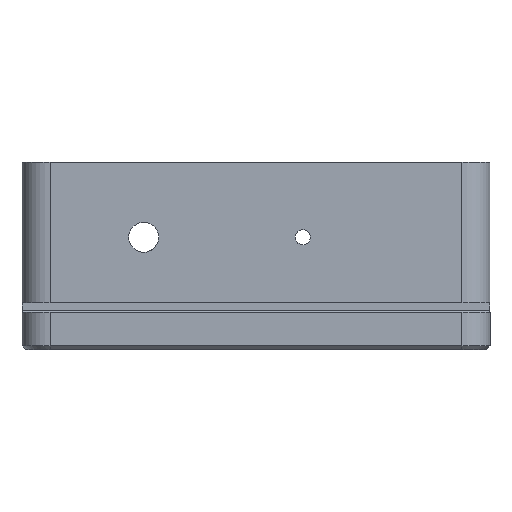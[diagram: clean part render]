
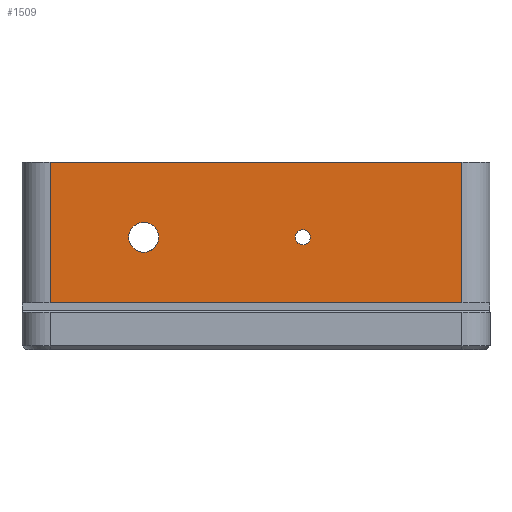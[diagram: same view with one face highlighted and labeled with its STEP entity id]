
A CAD part, front view. The second image highlights one B-rep face of the part: STEP entity #1509.
In plain terms, the highlighted planar face has unit normal (0, -1, 0).
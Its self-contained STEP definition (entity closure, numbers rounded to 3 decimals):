
#345 = ORIENTED_EDGE ( 'NONE', *, *, #2866, .F. ) ;
#371 = CARTESIAN_POINT ( 'NONE',  ( 2.5, -12.5, 3.5 ) ) ;
#542 = ORIENTED_EDGE ( 'NONE', *, *, #3267, .F. ) ;
#598 = EDGE_CURVE ( 'NONE', #4413, #4869, #1311, .T. ) ;
#666 = ORIENTED_EDGE ( 'NONE', *, *, #1948, .T. ) ;
#828 = CARTESIAN_POINT ( 'NONE',  ( -11., -12.5, 7.5 ) ) ;
#1016 = EDGE_LOOP ( 'NONE', ( #1267, #4147 ) ) ;
#1081 = CARTESIAN_POINT ( 'NONE',  ( -12.5, -12.5, 7.5 ) ) ;
#1091 = EDGE_CURVE ( 'NONE', #3886, #1726, #2797, .T. ) ;
#1151 = DIRECTION ( 'NONE',  ( 0., -1., 0. ) ) ;
#1154 = DIRECTION ( 'NONE',  ( 0., 0., -1. ) ) ;
#1190 = CARTESIAN_POINT ( 'NONE',  ( -6., -12.5, 3.5 ) ) ;
#1196 = VERTEX_POINT ( 'NONE', #828 ) ;
#1229 = AXIS2_PLACEMENT_3D ( 'NONE', #371, #2355, #1528 ) ;
#1267 = ORIENTED_EDGE ( 'NONE', *, *, #3599, .F. ) ;
#1275 = EDGE_CURVE ( 'NONE', #1346, #3781, #2983, .T. ) ;
#1311 = CIRCLE ( 'NONE', #4198, 0.8 ) ;
#1346 = VERTEX_POINT ( 'NONE', #2584 ) ;
#1443 = CARTESIAN_POINT ( 'NONE',  ( 11., -12.5, 7.5 ) ) ;
#1467 = AXIS2_PLACEMENT_3D ( 'NONE', #2162, #1767, #4409 ) ;
#1497 = FACE_BOUND ( 'NONE', #4107, .T. ) ;
#1509 = ADVANCED_FACE ( 'NONE', ( #1497, #2346, #2664 ), #4573, .F. ) ;
#1528 = DIRECTION ( 'NONE',  ( 0., 0., -1. ) ) ;
#1726 = VERTEX_POINT ( 'NONE', #2932 ) ;
#1767 = DIRECTION ( 'NONE',  ( 0., -1., 0. ) ) ;
#1837 = DIRECTION ( 'NONE',  ( 0., -1., 0. ) ) ;
#1842 = DIRECTION ( 'NONE',  ( 0., 0., 1. ) ) ;
#1948 = EDGE_CURVE ( 'NONE', #1196, #3886, #3070, .T. ) ;
#2016 = DIRECTION ( 'NONE',  ( 1., 0., 0. ) ) ;
#2037 = VECTOR ( 'NONE', #1154, 1000. ) ;
#2143 = VECTOR ( 'NONE', #2016, 1000. ) ;
#2162 = CARTESIAN_POINT ( 'NONE',  ( -6., -12.5, 3.5 ) ) ;
#2197 = CARTESIAN_POINT ( 'NONE',  ( 2.5, -12.5, 3.5 ) ) ;
#2346 = FACE_BOUND ( 'NONE', #1016, .T. ) ;
#2355 = DIRECTION ( 'NONE',  ( 0., -1., 0. ) ) ;
#2397 = CARTESIAN_POINT ( 'NONE',  ( -6., -12.5, 2.7 ) ) ;
#2415 = ORIENTED_EDGE ( 'NONE', *, *, #4149, .T. ) ;
#2584 = CARTESIAN_POINT ( 'NONE',  ( 2.5, -12.5, 3.9 ) ) ;
#2664 = FACE_OUTER_BOUND ( 'NONE', #4279, .T. ) ;
#2789 = CARTESIAN_POINT ( 'NONE',  ( -12.5, -12.5, 7.5 ) ) ;
#2797 = LINE ( 'NONE', #3636, #2143 ) ;
#2866 = EDGE_CURVE ( 'NONE', #1196, #3671, #3578, .T. ) ;
#2932 = CARTESIAN_POINT ( 'NONE',  ( 11., -12.5, 0. ) ) ;
#2962 = AXIS2_PLACEMENT_3D ( 'NONE', #1081, #5049, #4674 ) ;
#2983 = CIRCLE ( 'NONE', #4586, 0.4 ) ;
#3011 = VECTOR ( 'NONE', #1842, 1000. ) ;
#3018 = CARTESIAN_POINT ( 'NONE',  ( -11., -12.5, 0. ) ) ;
#3070 = LINE ( 'NONE', #4567, #2037 ) ;
#3163 = DIRECTION ( 'NONE',  ( 0., 0., -1. ) ) ;
#3267 = EDGE_CURVE ( 'NONE', #4869, #4413, #4735, .T. ) ;
#3439 = CARTESIAN_POINT ( 'NONE',  ( 2.5, -12.5, 3.1 ) ) ;
#3451 = VECTOR ( 'NONE', #4643, 1000. ) ;
#3578 = LINE ( 'NONE', #2789, #3451 ) ;
#3599 = EDGE_CURVE ( 'NONE', #3781, #1346, #3632, .T. ) ;
#3632 = CIRCLE ( 'NONE', #1229, 0.4 ) ;
#3636 = CARTESIAN_POINT ( 'NONE',  ( -12.5, -12.5, 0. ) ) ;
#3671 = VERTEX_POINT ( 'NONE', #3905 ) ;
#3781 = VERTEX_POINT ( 'NONE', #3439 ) ;
#3886 = VERTEX_POINT ( 'NONE', #3018 ) ;
#3905 = CARTESIAN_POINT ( 'NONE',  ( 11., -12.5, 7.5 ) ) ;
#4107 = EDGE_LOOP ( 'NONE', ( #542, #4418 ) ) ;
#4147 = ORIENTED_EDGE ( 'NONE', *, *, #1275, .F. ) ;
#4149 = EDGE_CURVE ( 'NONE', #1726, #3671, #4531, .T. ) ;
#4198 = AXIS2_PLACEMENT_3D ( 'NONE', #1190, #1151, #3163 ) ;
#4279 = EDGE_LOOP ( 'NONE', ( #345, #666, #4337, #2415 ) ) ;
#4337 = ORIENTED_EDGE ( 'NONE', *, *, #1091, .T. ) ;
#4395 = CARTESIAN_POINT ( 'NONE',  ( -6., -12.5, 4.3 ) ) ;
#4409 = DIRECTION ( 'NONE',  ( 0., 0., -1. ) ) ;
#4413 = VERTEX_POINT ( 'NONE', #4395 ) ;
#4418 = ORIENTED_EDGE ( 'NONE', *, *, #598, .F. ) ;
#4531 = LINE ( 'NONE', #1443, #3011 ) ;
#4567 = CARTESIAN_POINT ( 'NONE',  ( -11., -12.5, 7.5 ) ) ;
#4573 = PLANE ( 'NONE',  #2962 ) ;
#4586 = AXIS2_PLACEMENT_3D ( 'NONE', #2197, #1837, #4853 ) ;
#4643 = DIRECTION ( 'NONE',  ( 1., 0., 0. ) ) ;
#4674 = DIRECTION ( 'NONE',  ( 0., 0., 1. ) ) ;
#4735 = CIRCLE ( 'NONE', #1467, 0.8 ) ;
#4853 = DIRECTION ( 'NONE',  ( 0., 0., -1. ) ) ;
#4869 = VERTEX_POINT ( 'NONE', #2397 ) ;
#5049 = DIRECTION ( 'NONE',  ( 0., 1., 0. ) ) ;
